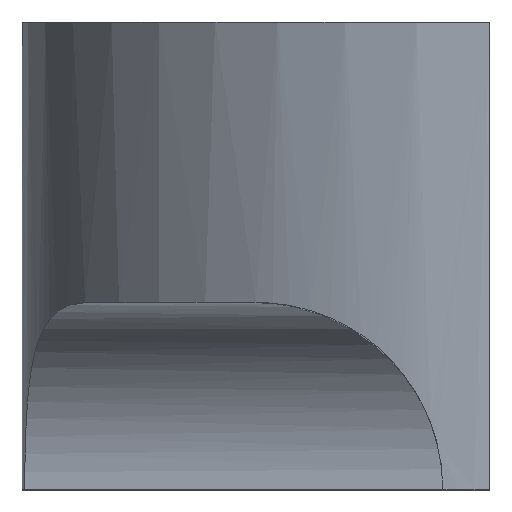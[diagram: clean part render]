
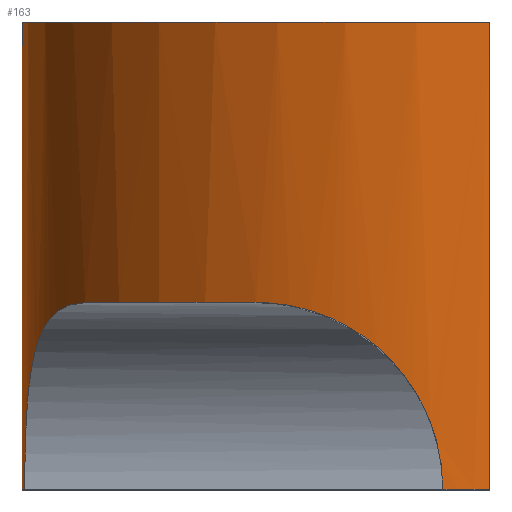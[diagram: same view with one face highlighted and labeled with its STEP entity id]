
A CAD part, top view. The second image highlights one B-rep face of the part: STEP entity #163.
In plain terms, the highlighted cylindrical face has radius 10 mm (diameter 20 mm), a partial arc.
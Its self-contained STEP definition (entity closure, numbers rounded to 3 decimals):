
#16=CIRCLE('',#185,10.);
#17=CIRCLE('',#187,10.);
#18=CIRCLE('',#188,10.);
#21=CIRCLE('',#194,10.);
#34=FACE_OUTER_BOUND('',#44,.T.);
#44=EDGE_LOOP('',(#133,#134,#135,#136,#137,#138,#139,#140));
#50=B_SPLINE_CURVE_WITH_KNOTS('',3,(#252,#253,#254,#255,#256,#257,#258,
#259,#260,#261,#262,#263,#264,#265),.UNSPECIFIED.,.F.,.F.,(4,2,2,2,2,2,
4),(-0.626,-0.57,-0.437,-0.327,
-0.217,-0.108,0.),.UNSPECIFIED.);
#51=B_SPLINE_CURVE_WITH_KNOTS('',3,(#273,#274,#275,#276,#277,#278,#279,
#280,#281,#282,#283,#284,#285,#286),.UNSPECIFIED.,.F.,.F.,(4,2,2,2,2,2,
4),(1.366,1.474,1.582,1.692,
1.802,1.936,1.992),.UNSPECIFIED.);
#59=LINE('',#307,#71);
#60=LINE('',#310,#72);
#71=VECTOR('',#233,10.);
#72=VECTOR('',#236,10.);
#77=VERTEX_POINT('',#249);
#78=VERTEX_POINT('',#251);
#80=VERTEX_POINT('',#270);
#81=VERTEX_POINT('',#272);
#82=VERTEX_POINT('',#291);
#84=VERTEX_POINT('',#295);
#87=VERTEX_POINT('',#306);
#88=VERTEX_POINT('',#308);
#91=EDGE_CURVE('',#77,#78,#50,.T.);
#95=EDGE_CURVE('',#80,#81,#51,.T.);
#97=EDGE_CURVE('',#77,#81,#16,.T.);
#98=EDGE_CURVE('',#78,#82,#17,.T.);
#101=EDGE_CURVE('',#84,#80,#18,.T.);
#105=EDGE_CURVE('',#87,#84,#59,.T.);
#106=EDGE_CURVE('',#88,#87,#21,.T.);
#107=EDGE_CURVE('',#88,#82,#60,.T.);
#133=ORIENTED_EDGE('',*,*,#101,.F.);
#134=ORIENTED_EDGE('',*,*,#105,.F.);
#135=ORIENTED_EDGE('',*,*,#106,.F.);
#136=ORIENTED_EDGE('',*,*,#107,.T.);
#137=ORIENTED_EDGE('',*,*,#98,.F.);
#138=ORIENTED_EDGE('',*,*,#91,.F.);
#139=ORIENTED_EDGE('',*,*,#97,.T.);
#140=ORIENTED_EDGE('',*,*,#95,.F.);
#156=CYLINDRICAL_SURFACE('',#193,10.);
#163=ADVANCED_FACE('',(#34),#156,.T.);
#185=AXIS2_PLACEMENT_3D('',#289,#212,#213);
#187=AXIS2_PLACEMENT_3D('',#292,#216,#217);
#188=AXIS2_PLACEMENT_3D('',#297,#220,#221);
#193=AXIS2_PLACEMENT_3D('',#305,#231,#232);
#194=AXIS2_PLACEMENT_3D('',#309,#234,#235);
#212=DIRECTION('center_axis',(0.,1.,0.));
#213=DIRECTION('ref_axis',(-1.,0.,0.));
#216=DIRECTION('center_axis',(0.,-1.,0.));
#217=DIRECTION('ref_axis',(-1.,0.,0.));
#220=DIRECTION('center_axis',(0.,-1.,0.));
#221=DIRECTION('ref_axis',(-1.,0.,0.));
#231=DIRECTION('center_axis',(0.,-1.,0.));
#232=DIRECTION('ref_axis',(-1.,0.,0.));
#233=DIRECTION('',(0.,-1.,0.));
#234=DIRECTION('center_axis',(0.,1.,0.));
#235=DIRECTION('ref_axis',(-1.,0.,0.));
#236=DIRECTION('',(0.,-1.,0.));
#249=CARTESIAN_POINT('',(66.34,39.,-70.));
#251=CARTESIAN_POINT('',(65.05,35.,-74.));
#252=CARTESIAN_POINT('Ctrl Pts',(66.34,39.,-70.));
#253=CARTESIAN_POINT('Ctrl Pts',(66.246,39.,-70.163));
#254=CARTESIAN_POINT('Ctrl Pts',(66.157,38.99,-70.328));
#255=CARTESIAN_POINT('Ctrl Pts',(65.872,38.92,-70.892));
#256=CARTESIAN_POINT('Ctrl Pts',(65.703,38.809,-71.293));
#257=CARTESIAN_POINT('Ctrl Pts',(65.456,38.484,-71.995));
#258=CARTESIAN_POINT('Ctrl Pts',(65.36,38.278,-72.325));
#259=CARTESIAN_POINT('Ctrl Pts',(65.216,37.77,-72.912));
#260=CARTESIAN_POINT('Ctrl Pts',(65.167,37.467,-73.17));
#261=CARTESIAN_POINT('Ctrl Pts',(65.102,36.857,-73.561));
#262=CARTESIAN_POINT('Ctrl Pts',(65.081,36.5,-73.729));
#263=CARTESIAN_POINT('Ctrl Pts',(65.055,35.752,-73.948));
#264=CARTESIAN_POINT('Ctrl Pts',(65.05,35.361,-74.));
#265=CARTESIAN_POINT('Ctrl Pts',(65.05,35.,-74.));
#270=CARTESIAN_POINT('',(74.,35.,-65.05));
#272=CARTESIAN_POINT('',(70.,39.,-66.34));
#273=CARTESIAN_POINT('Ctrl Pts',(74.,35.,-65.05));
#274=CARTESIAN_POINT('Ctrl Pts',(74.,35.361,-65.05));
#275=CARTESIAN_POINT('Ctrl Pts',(73.948,35.752,-65.055));
#276=CARTESIAN_POINT('Ctrl Pts',(73.729,36.5,-65.081));
#277=CARTESIAN_POINT('Ctrl Pts',(73.561,36.857,-65.102));
#278=CARTESIAN_POINT('Ctrl Pts',(73.17,37.467,-65.167));
#279=CARTESIAN_POINT('Ctrl Pts',(72.912,37.77,-65.216));
#280=CARTESIAN_POINT('Ctrl Pts',(72.325,38.278,-65.36));
#281=CARTESIAN_POINT('Ctrl Pts',(71.995,38.484,-65.456));
#282=CARTESIAN_POINT('Ctrl Pts',(71.293,38.809,-65.703));
#283=CARTESIAN_POINT('Ctrl Pts',(70.892,38.92,-65.872));
#284=CARTESIAN_POINT('Ctrl Pts',(70.328,38.99,-66.157));
#285=CARTESIAN_POINT('Ctrl Pts',(70.163,39.,-66.246));
#286=CARTESIAN_POINT('Ctrl Pts',(70.,39.,-66.34));
#289=CARTESIAN_POINT('Origin',(75.,39.,-75.));
#291=CARTESIAN_POINT('',(65.,35.,-75.));
#292=CARTESIAN_POINT('Origin',(75.,35.,-75.));
#295=CARTESIAN_POINT('',(75.,35.,-65.));
#297=CARTESIAN_POINT('Origin',(75.,35.,-75.));
#305=CARTESIAN_POINT('Origin',(75.,45.,-75.));
#306=CARTESIAN_POINT('',(75.,45.,-65.));
#307=CARTESIAN_POINT('',(75.,45.,-65.));
#308=CARTESIAN_POINT('',(65.,45.,-75.));
#309=CARTESIAN_POINT('Origin',(75.,45.,-75.));
#310=CARTESIAN_POINT('',(65.,45.,-75.));
